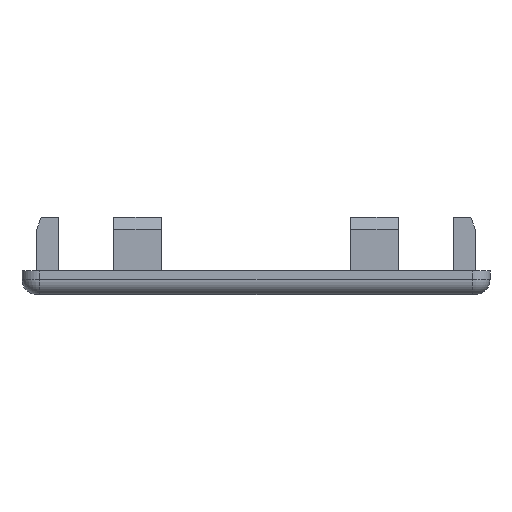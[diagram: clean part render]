
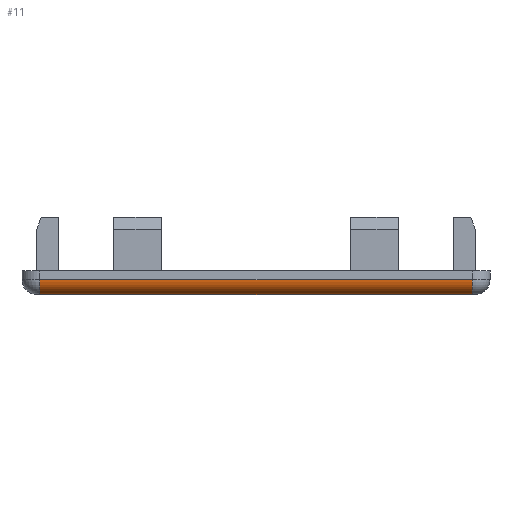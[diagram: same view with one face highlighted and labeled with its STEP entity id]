
A CAD part, left-side view. The second image highlights one B-rep face of the part: STEP entity #11.
In plain terms, the highlighted cylindrical face has radius 2.5 mm (diameter 5 mm), a partial arc.
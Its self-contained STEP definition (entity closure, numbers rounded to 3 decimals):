
#11 = ADVANCED_FACE ( 'NONE', ( #2065 ), #2068, .T. ) ;
#285 = EDGE_CURVE ( 'NONE', #2659, #2676, #2536, .T. ) ;
#286 = EDGE_CURVE ( 'NONE', #2658, #2641, #2537, .T. ) ;
#369 = LINE ( 'NONE', #3125, #378 ) ;
#378 = VECTOR ( 'NONE', #3107, 1000. ) ;
#390 = LINE ( 'NONE', #3096, #392 ) ;
#392 = VECTOR ( 'NONE', #3095, 1000. ) ;
#766 = ORIENTED_EDGE ( 'NONE', *, *, #286, .F. ) ;
#935 = AXIS2_PLACEMENT_3D ( 'NONE', #3942, #3940, #3939 ) ;
#936 = AXIS2_PLACEMENT_3D ( 'NONE', #3938, #3937, #3936 ) ;
#1062 = EDGE_CURVE ( 'NONE', #2641, #2659, #369, .T. ) ;
#1070 = EDGE_CURVE ( 'NONE', #2676, #2658, #390, .T. ) ;
#1239 = AXIS2_PLACEMENT_3D ( 'NONE', #4565, #4576, #4573 ) ;
#1406 = CARTESIAN_POINT ( 'NONE',  ( -20., 36.5, 2.5 ) ) ;
#1423 = CARTESIAN_POINT ( 'NONE',  ( -17.5, 36.5, 0. ) ) ;
#1424 = CARTESIAN_POINT ( 'NONE',  ( -20., -36.5, 2.5 ) ) ;
#1441 = CARTESIAN_POINT ( 'NONE',  ( -17.5, -36.5, 0. ) ) ;
#2065 = FACE_OUTER_BOUND ( 'NONE', #3782, .T. ) ;
#2068 = CYLINDRICAL_SURFACE ( 'NONE', #1239, 2.5 ) ;
#2536 = CIRCLE ( 'NONE', #935, 2.5 ) ;
#2537 = CIRCLE ( 'NONE', #936, 2.5 ) ;
#2641 = VERTEX_POINT ( 'NONE', #1406 ) ;
#2658 = VERTEX_POINT ( 'NONE', #1423 ) ;
#2659 = VERTEX_POINT ( 'NONE', #1424 ) ;
#2676 = VERTEX_POINT ( 'NONE', #1441 ) ;
#2720 = ORIENTED_EDGE ( 'NONE', *, *, #285, .F. ) ;
#2721 = ORIENTED_EDGE ( 'NONE', *, *, #1062, .F. ) ;
#2723 = ORIENTED_EDGE ( 'NONE', *, *, #1070, .F. ) ;
#3095 = DIRECTION ( 'NONE',  ( 0., 1., 0. ) ) ;
#3096 = CARTESIAN_POINT ( 'NONE',  ( -17.5, 36.5, 0. ) ) ;
#3107 = DIRECTION ( 'NONE',  ( 0., -1., 0. ) ) ;
#3125 = CARTESIAN_POINT ( 'NONE',  ( -20., -36.5, 2.5 ) ) ;
#3782 = EDGE_LOOP ( 'NONE', ( #766, #2723, #2720, #2721 ) ) ;
#3936 = DIRECTION ( 'NONE',  ( 0., 0., 1. ) ) ;
#3937 = DIRECTION ( 'NONE',  ( 0., 1., 0. ) ) ;
#3938 = CARTESIAN_POINT ( 'NONE',  ( -17.5, 36.5, 2.5 ) ) ;
#3939 = DIRECTION ( 'NONE',  ( 0., 0., -1. ) ) ;
#3940 = DIRECTION ( 'NONE',  ( 0., -1., 0. ) ) ;
#3942 = CARTESIAN_POINT ( 'NONE',  ( -17.5, -36.5, 2.5 ) ) ;
#4565 = CARTESIAN_POINT ( 'NONE',  ( -17.5, 39.5, 2.5 ) ) ;
#4573 = DIRECTION ( 'NONE',  ( 0., 0., 1. ) ) ;
#4576 = DIRECTION ( 'NONE',  ( 0., 1., 0. ) ) ;
